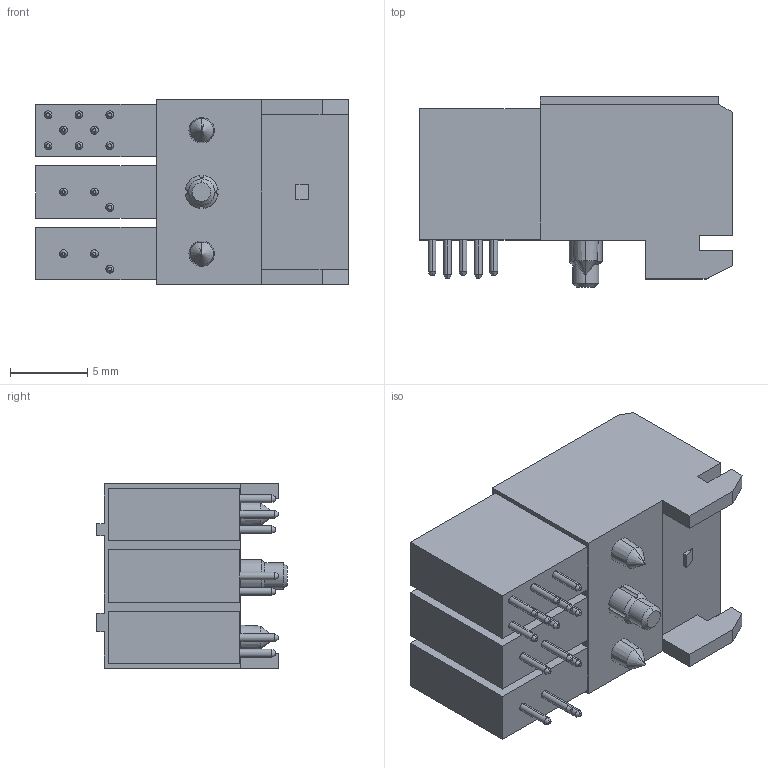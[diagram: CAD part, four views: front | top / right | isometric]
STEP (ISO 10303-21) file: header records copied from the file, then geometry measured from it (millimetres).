
FILE_DESCRIPTION (( 'STEP AP203' ), '1' );
FILE_NAME ('R694.252.107D.STEP', '2012-04-05T12:45:57', ( 'user' ), ( '' ), 'SwSTEP 2.0', 'SolidWorks 2011', '' );
FILE_SCHEMA (( 'CONFIG_CONTROL_DESIGN' ));
Length unit declared in the file: millimetre
Products named in the file (1): R694.252.107D
Bounding box: 20.25 x 12.35 x 11.95 mm (x, y, z)
Volume: 1901 mm3; surface area: 2248.7 mm2
Topology: 1 solids, 1 shells, 452 faces, 1017 edges, 608 vertices
Faces by surface type: plane 163, cylinder 153, cone 112, bspline 24
Entity records: 12818 total; most frequent: CARTESIAN_POINT 2613, DIRECTION 2239, ORIENTED_EDGE 2002, EDGE_CURVE 1001, AXIS2_PLACEMENT_3D 864, VERTEX_POINT 608, EDGE_LOOP 521, VECTOR 511
